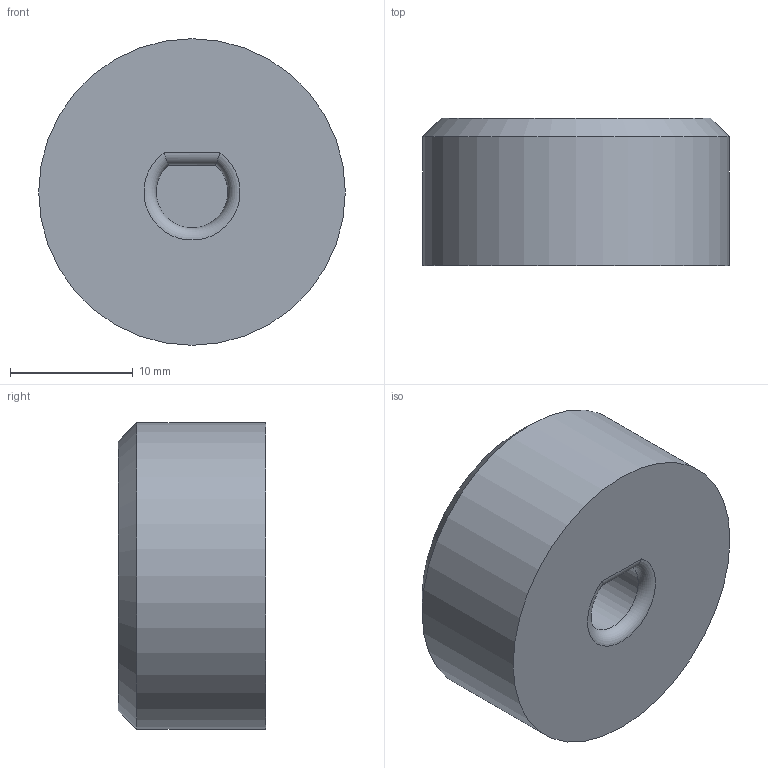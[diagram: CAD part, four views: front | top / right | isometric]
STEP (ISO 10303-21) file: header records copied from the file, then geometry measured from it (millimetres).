
FILE_DESCRIPTION(/* description */ (''),/* implementation_level */ '2;1');
FILE_NAME(/* name */ '3D0018 - Rotary encoder knob.stp',/* time_stamp */ '2014-11-29T16:57:40-08:00',/* author */ (''),/* organization */ (''),/* preprocessor_version */ 'ST-DEVELOPER v14.6',/* originating_system */ '',/* authorisation */ '');
FILE_SCHEMA (('AUTOMOTIVE_DESIGN { 1 2 10303 214 1 1 1 1 }'));
Length unit declared in the file: centimetre
Products named in the file (1): 1234-K789
Bounding box: 25 x 12 x 25 mm (x, y, z)
Volume: 5544.8 mm3; surface area: 2032.3 mm2
Topology: 1 solids, 1 shells, 10 faces, 19 edges, 12 vertices
Faces by surface type: plane 4, cylinder 3, torus 1, sphere 1, cone 1
Full cylindrical faces by diameter (mm): 25 x1
Entity records: 260 total; most frequent: CARTESIAN_POINT 59, DIRECTION 41, ORIENTED_EDGE 28, AXIS2_PLACEMENT_3D 18, EDGE_LOOP 14, EDGE_CURVE 14, VERTEX_POINT 10, ADVANCED_FACE 10
